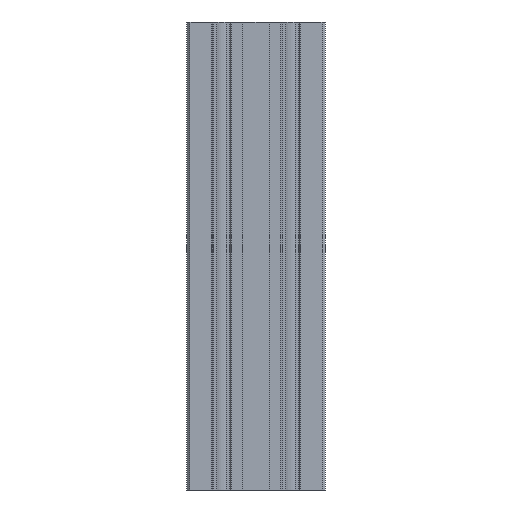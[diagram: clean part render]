
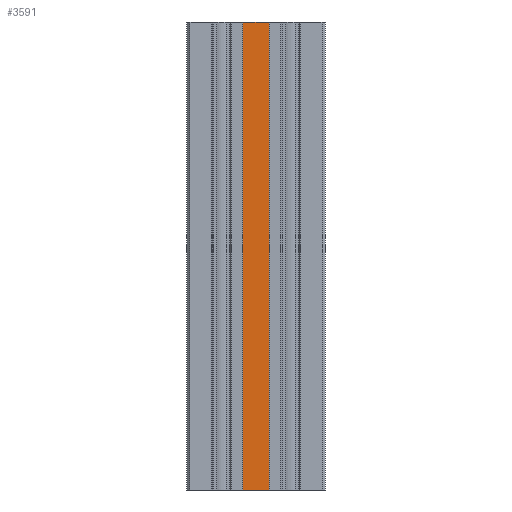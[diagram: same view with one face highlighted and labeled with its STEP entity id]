
A CAD part, front view. The second image highlights one B-rep face of the part: STEP entity #3591.
In plain terms, the highlighted planar face has unit normal (0, -1, 0).
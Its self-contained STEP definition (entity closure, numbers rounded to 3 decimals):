
#703 = DIRECTION ( 'NONE',  ( -1., 0., 0. ) ) ;
#788 = CARTESIAN_POINT ( 'NONE',  ( 0., -21., -152.4 ) ) ;
#864 = LINE ( 'NONE', #788, #1635 ) ;
#1035 = VERTEX_POINT ( 'NONE', #1516 ) ;
#1184 = CARTESIAN_POINT ( 'NONE',  ( 0., -21., 152.4 ) ) ;
#1233 = DIRECTION ( 'NONE',  ( -1., 0., 0. ) ) ;
#1469 = CARTESIAN_POINT ( 'NONE',  ( 8.496, -21., 152.4 ) ) ;
#1516 = CARTESIAN_POINT ( 'NONE',  ( -8.496, -21., 152.4 ) ) ;
#1635 = VECTOR ( 'NONE', #1233, 1000. ) ;
#1698 = ORIENTED_EDGE ( 'NONE', *, *, #5385, .T. ) ;
#1764 = LINE ( 'NONE', #3960, #4270 ) ;
#1908 = DIRECTION ( 'NONE',  ( 1., 0., 0. ) ) ;
#2216 = FACE_OUTER_BOUND ( 'NONE', #2399, .T. ) ;
#2377 = ORIENTED_EDGE ( 'NONE', *, *, #4578, .F. ) ;
#2399 = EDGE_LOOP ( 'NONE', ( #2377, #5460, #6532, #1698 ) ) ;
#3008 = VECTOR ( 'NONE', #3545, 1000. ) ;
#3278 = PLANE ( 'NONE',  #3660 ) ;
#3464 = EDGE_CURVE ( 'NONE', #6591, #4605, #4065, .T. ) ;
#3545 = DIRECTION ( 'NONE',  ( 0., 0., -1. ) ) ;
#3591 = ADVANCED_FACE ( 'NONE', ( #2216 ), #3278, .T. ) ;
#3637 = EDGE_CURVE ( 'NONE', #6591, #1035, #5878, .T. ) ;
#3660 = AXIS2_PLACEMENT_3D ( 'NONE', #5357, #4500, #1908 ) ;
#3960 = CARTESIAN_POINT ( 'NONE',  ( -8.496, -21., 152.4 ) ) ;
#4065 = LINE ( 'NONE', #1469, #3008 ) ;
#4270 = VECTOR ( 'NONE', #5990, 1000. ) ;
#4500 = DIRECTION ( 'NONE',  ( 0., -1., 0. ) ) ;
#4578 = EDGE_CURVE ( 'NONE', #4605, #5778, #864, .T. ) ;
#4605 = VERTEX_POINT ( 'NONE', #5013 ) ;
#4612 = CARTESIAN_POINT ( 'NONE',  ( 8.496, -21., 152.4 ) ) ;
#4680 = CARTESIAN_POINT ( 'NONE',  ( -8.496, -21., -152.4 ) ) ;
#5013 = CARTESIAN_POINT ( 'NONE',  ( 8.496, -21., -152.4 ) ) ;
#5074 = VECTOR ( 'NONE', #703, 1000. ) ;
#5357 = CARTESIAN_POINT ( 'NONE',  ( 0., -21., 152.4 ) ) ;
#5385 = EDGE_CURVE ( 'NONE', #1035, #5778, #1764, .T. ) ;
#5460 = ORIENTED_EDGE ( 'NONE', *, *, #3464, .F. ) ;
#5778 = VERTEX_POINT ( 'NONE', #4680 ) ;
#5878 = LINE ( 'NONE', #1184, #5074 ) ;
#5990 = DIRECTION ( 'NONE',  ( 0., 0., -1. ) ) ;
#6532 = ORIENTED_EDGE ( 'NONE', *, *, #3637, .T. ) ;
#6591 = VERTEX_POINT ( 'NONE', #4612 ) ;
